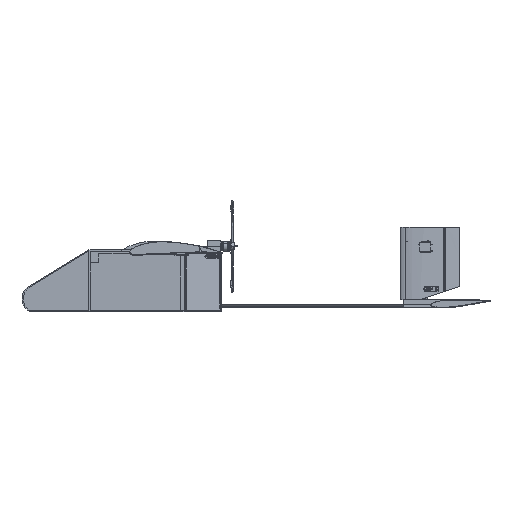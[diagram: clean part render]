
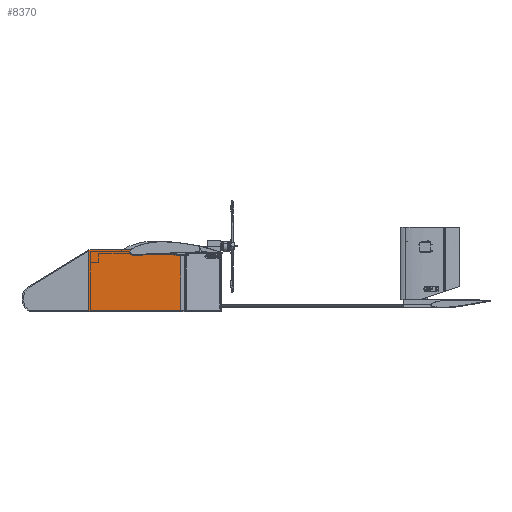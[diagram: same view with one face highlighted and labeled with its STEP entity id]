
A CAD part, top view. The second image highlights one B-rep face of the part: STEP entity #8370.
In plain terms, the highlighted face is planar.
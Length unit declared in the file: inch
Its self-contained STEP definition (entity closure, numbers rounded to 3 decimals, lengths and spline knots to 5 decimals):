
#421 = DIRECTION ( 'NONE',  ( 0., 0., 1. ) ) ;
#745 = DIRECTION ( 'NONE',  ( 0., 0., -1. ) ) ;
#1698 = CARTESIAN_POINT ( 'NONE',  ( -2.6875, -0.1875, 13.9275 ) ) ;
#1920 = FACE_OUTER_BOUND ( 'NONE', #17972, .T. ) ;
#3499 = EDGE_CURVE ( 'NONE', #7278, #20874, #29504, .T. ) ;
#4008 = CARTESIAN_POINT ( 'NONE',  ( -2.6875, 9.1523, 6.53652 ) ) ;
#4831 = CARTESIAN_POINT ( 'NONE',  ( -2.6875, 8.77682, 6.19224 ) ) ;
#5047 = CARTESIAN_POINT ( 'NONE',  ( -2.6875, 8.75631, 13.91472 ) ) ;
#5443 = CARTESIAN_POINT ( 'NONE',  ( -2.6875, 8.4838, 9.21233 ) ) ;
#6524 = LINE ( 'NONE', #28646, #6743 ) ;
#6743 = VECTOR ( 'NONE', #421, 39.37008 ) ;
#7278 = VERTEX_POINT ( 'NONE', #9670 ) ;
#7493 = CARTESIAN_POINT ( 'NONE',  ( -2.6875, 4.5, 0. ) ) ;
#7938 = EDGE_CURVE ( 'NONE', #22330, #16866, #34908, .T. ) ;
#8249 = DIRECTION ( 'NONE',  ( -1., 0., 0. ) ) ;
#8370 = ADVANCED_FACE ( 'NONE', ( #1920 ), #14329, .T. ) ;
#8464 = CARTESIAN_POINT ( 'NONE',  ( -2.6875, 8.6412, 11.07362 ) ) ;
#9670 = CARTESIAN_POINT ( 'NONE',  ( -2.6875, 9.1875, 6.58638 ) ) ;
#10909 = CARTESIAN_POINT ( 'NONE',  ( -2.6875, 8.53901, 9.80091 ) ) ;
#11107 = CARTESIAN_POINT ( 'NONE',  ( -2.6875, 8.62151, 6.18419 ) ) ;
#13163 = CARTESIAN_POINT ( 'NONE',  ( -2.6875, 9.1875, 0. ) ) ;
#13294 = CARTESIAN_POINT ( 'NONE',  ( -2.6875, -0.1875, 0. ) ) ;
#14163 = CARTESIAN_POINT ( 'NONE',  ( -2.6875, 8.34074, 7.29348 ) ) ;
#14329 = PLANE ( 'NONE',  #25708 ) ;
#15761 = ORIENTED_EDGE ( 'NONE', *, *, #3499, .F. ) ;
#16056 = ORIENTED_EDGE ( 'NONE', *, *, #37421, .F. ) ;
#16633 = DIRECTION ( 'NONE',  ( 0., 1., 0. ) ) ;
#16866 = VERTEX_POINT ( 'NONE', #13163 ) ;
#17195 = CARTESIAN_POINT ( 'NONE',  ( -2.6875, 4.5, 0. ) ) ;
#17419 = CARTESIAN_POINT ( 'NONE',  ( -2.6875, 8.75666, 13.9275 ) ) ;
#17826 = CARTESIAN_POINT ( 'NONE',  ( -2.6875, 8.67829, 11.75241 ) ) ;
#17972 = EDGE_LOOP ( 'NONE', ( #32123, #24706, #24321, #15761, #16056 ) ) ;
#19632 = LINE ( 'NONE', #22868, #31924 ) ;
#20051 = CARTESIAN_POINT ( 'NONE',  ( -2.6875, 8.34459, 6.94651 ) ) ;
#20335 = CARTESIAN_POINT ( 'NONE',  ( -2.6875, 8.75666, 13.9275 ) ) ;
#20874 = VERTEX_POINT ( 'NONE', #20335 ) ;
#21289 = CARTESIAN_POINT ( 'NONE',  ( -2.6875, 9.26827, 13.9275 ) ) ;
#22330 = VERTEX_POINT ( 'NONE', #13294 ) ;
#22868 = CARTESIAN_POINT ( 'NONE',  ( -2.6875, -0.1875, 20.1875 ) ) ;
#23490 = CARTESIAN_POINT ( 'NONE',  ( -2.6875, 8.38794, 8.15604 ) ) ;
#23903 = CARTESIAN_POINT ( 'NONE',  ( -2.6875, 8.42032, 6.43849 ) ) ;
#24321 = ORIENTED_EDGE ( 'NONE', *, *, #35186, .F. ) ;
#24706 = ORIENTED_EDGE ( 'NONE', *, *, #35632, .F. ) ;
#25708 = AXIS2_PLACEMENT_3D ( 'NONE', #17195, #8249, #29976 ) ;
#26743 = CARTESIAN_POINT ( 'NONE',  ( -2.6875, 8.37014, 6.66057 ) ) ;
#27794 = LINE ( 'NONE', #21289, #39670 ) ;
#28646 = CARTESIAN_POINT ( 'NONE',  ( -2.6875, 9.1875, 20.1875 ) ) ;
#29504 = B_SPLINE_CURVE_WITH_KNOTS ( 'NONE', 3,
 ( #31843, #4008, #35494, #38915, #4831, #11107, #29598, #23903, #26743, #20051, #14163, #36292, #23490, #39117, #5443, #10909, #36094, #8464, #17826, #32452, #29999, #32871, #5047, #17419 ),
 .UNSPECIFIED., .F., .F.,
 ( 4, 1, 1, 1, 1, 1, 1, 1, 1, 1, 1, 1, 1, 1, 1, 1, 1, 1, 1, 1, 1, 4 ),
 ( 0.48528, 0.49163, 0.49962, 0.50555, 0.51018, 0.51482, 0.5207, 0.52852, 0.53847, 0.55054, 0.56464, 0.58064, 0.59834, 0.61758, 0.63817, 0.65992, 0.68263, 0.70612, 0.73073, 0.7557, 0.78073, 0.78206 ),
 .UNSPECIFIED. ) ;
#29598 = CARTESIAN_POINT ( 'NONE',  ( -2.6875, 8.49751, 6.27679 ) ) ;
#29976 = DIRECTION ( 'NONE',  ( 0., 0., -1. ) ) ;
#29999 = CARTESIAN_POINT ( 'NONE',  ( -2.6875, 8.73344, 13.16913 ) ) ;
#31459 = DIRECTION ( 'NONE',  ( 0., -1., 0. ) ) ;
#31843 = CARTESIAN_POINT ( 'NONE',  ( -2.6875, 9.1875, 6.58638 ) ) ;
#31924 = VECTOR ( 'NONE', #745, 39.37008 ) ;
#32123 = ORIENTED_EDGE ( 'NONE', *, *, #7938, .F. ) ;
#32423 = VERTEX_POINT ( 'NONE', #1698 ) ;
#32452 = CARTESIAN_POINT ( 'NONE',  ( -2.6875, 8.70546, 12.45338 ) ) ;
#32871 = CARTESIAN_POINT ( 'NONE',  ( -2.6875, 8.74921, 13.66172 ) ) ;
#34908 = LINE ( 'NONE', #7493, #36069 ) ;
#35186 = EDGE_CURVE ( 'NONE', #20874, #32423, #27794, .T. ) ;
#35494 = CARTESIAN_POINT ( 'NONE',  ( -2.6875, 9.06848, 6.42712 ) ) ;
#35632 = EDGE_CURVE ( 'NONE', #32423, #22330, #19632, .T. ) ;
#36069 = VECTOR ( 'NONE', #16633, 39.37008 ) ;
#36094 = CARTESIAN_POINT ( 'NONE',  ( -2.6875, 8.59308, 10.42306 ) ) ;
#36292 = CARTESIAN_POINT ( 'NONE',  ( -2.6875, 8.35633, 7.69817 ) ) ;
#37421 = EDGE_CURVE ( 'NONE', #16866, #7278, #6524, .T. ) ;
#38915 = CARTESIAN_POINT ( 'NONE',  ( -2.6875, 8.93153, 6.2878 ) ) ;
#39117 = CARTESIAN_POINT ( 'NONE',  ( -2.6875, 8.43203, 8.66239 ) ) ;
#39670 = VECTOR ( 'NONE', #31459, 39.37008 ) ;
